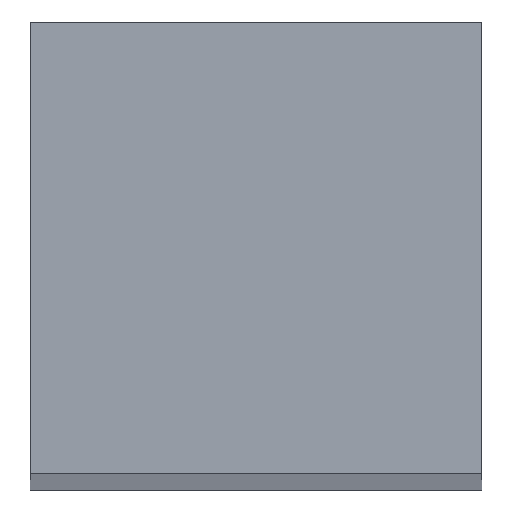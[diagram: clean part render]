
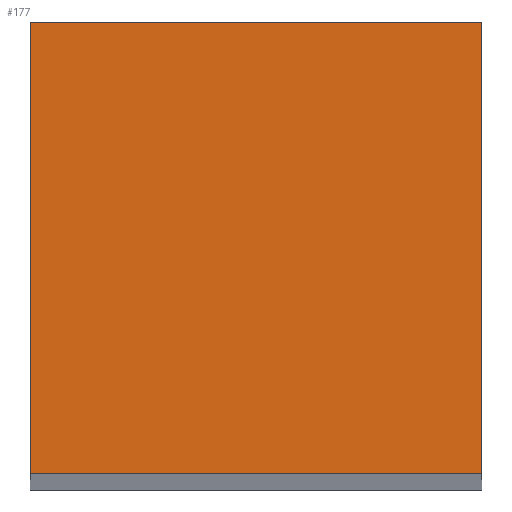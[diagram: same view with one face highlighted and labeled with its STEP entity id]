
A CAD part, top view. The second image highlights one B-rep face of the part: STEP entity #177.
In plain terms, the highlighted planar face has unit normal (0, 0, 1).
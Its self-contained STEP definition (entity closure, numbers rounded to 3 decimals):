
#1 = EDGE_CURVE ( 'NONE', #50, #12, #59, .T. ) ;
#4 = AXIS2_PLACEMENT_3D ( 'NONE', #37, #104, #126 ) ;
#8 = DIRECTION ( 'NONE',  ( 0., 1., 0. ) ) ;
#12 = VERTEX_POINT ( 'NONE', #106 ) ;
#13 = ORIENTED_EDGE ( 'NONE', *, *, #131, .T. ) ;
#14 = ORIENTED_EDGE ( 'NONE', *, *, #65, .T. ) ;
#24 = CARTESIAN_POINT ( 'NONE',  ( 5., -5., 106. ) ) ;
#31 = VERTEX_POINT ( 'NONE', #120 ) ;
#37 = CARTESIAN_POINT ( 'NONE',  ( 0., 0., 106. ) ) ;
#50 = VERTEX_POINT ( 'NONE', #132 ) ;
#59 = LINE ( 'NONE', #143, #202 ) ;
#65 = EDGE_CURVE ( 'NONE', #12, #99, #121, .T. ) ;
#81 = CARTESIAN_POINT ( 'NONE',  ( -5., -5., 106. ) ) ;
#88 = DIRECTION ( 'NONE',  ( 0., -1., 0. ) ) ;
#99 = VERTEX_POINT ( 'NONE', #142 ) ;
#104 = DIRECTION ( 'NONE',  ( 0., 0., -1. ) ) ;
#106 = CARTESIAN_POINT ( 'NONE',  ( -5., 5., 106. ) ) ;
#116 = LINE ( 'NONE', #176, #160 ) ;
#117 = LINE ( 'NONE', #24, #166 ) ;
#120 = CARTESIAN_POINT ( 'NONE',  ( 5., -5., 106. ) ) ;
#121 = LINE ( 'NONE', #81, #135 ) ;
#126 = DIRECTION ( 'NONE',  ( -1., 0., 0. ) ) ;
#130 = DIRECTION ( 'NONE',  ( -1., 0., 0. ) ) ;
#131 = EDGE_CURVE ( 'NONE', #31, #50, #117, .T. ) ;
#132 = CARTESIAN_POINT ( 'NONE',  ( 5., 5., 106. ) ) ;
#135 = VECTOR ( 'NONE', #88, 1000. ) ;
#137 = FACE_OUTER_BOUND ( 'NONE', #173, .T. ) ;
#142 = CARTESIAN_POINT ( 'NONE',  ( -5., -5., 106. ) ) ;
#143 = CARTESIAN_POINT ( 'NONE',  ( -5., 5., 106. ) ) ;
#160 = VECTOR ( 'NONE', #183, 1000. ) ;
#166 = VECTOR ( 'NONE', #8, 1000. ) ;
#173 = EDGE_LOOP ( 'NONE', ( #13, #189, #14, #184 ) ) ;
#175 = EDGE_CURVE ( 'NONE', #99, #31, #116, .T. ) ;
#176 = CARTESIAN_POINT ( 'NONE',  ( -5., -5., 106. ) ) ;
#177 = ADVANCED_FACE ( 'NONE', ( #137 ), #190, .F. ) ;
#183 = DIRECTION ( 'NONE',  ( 1., 0., 0. ) ) ;
#184 = ORIENTED_EDGE ( 'NONE', *, *, #175, .T. ) ;
#189 = ORIENTED_EDGE ( 'NONE', *, *, #1, .T. ) ;
#190 = PLANE ( 'NONE',  #4 ) ;
#202 = VECTOR ( 'NONE', #130, 1000. ) ;
